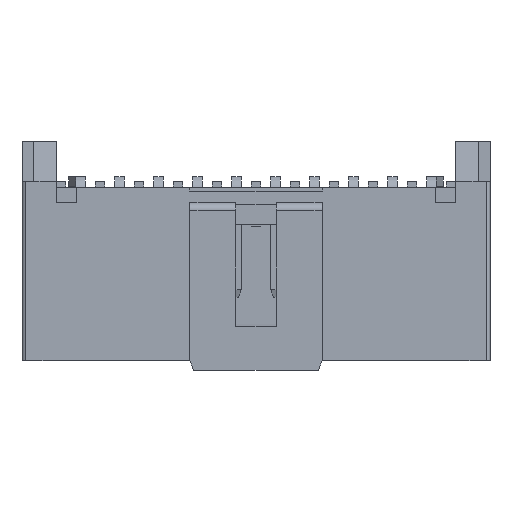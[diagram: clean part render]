
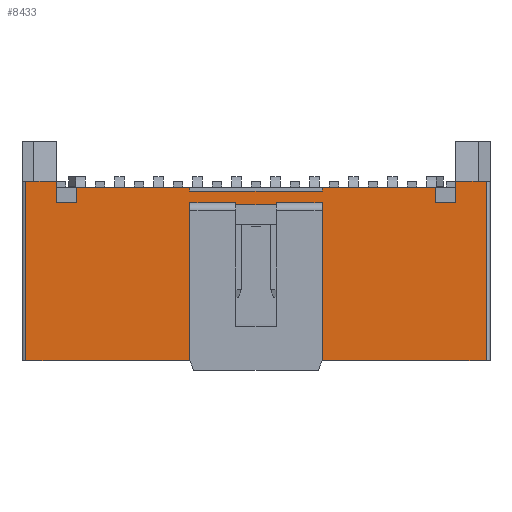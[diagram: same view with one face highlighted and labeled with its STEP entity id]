
A CAD part, top view. The second image highlights one B-rep face of the part: STEP entity #8433.
In plain terms, the highlighted planar face has unit normal (0, 0, 1).
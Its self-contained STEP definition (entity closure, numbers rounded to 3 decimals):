
#331=FACE_OUTER_BOUND('',#805,.T.);
#805=EDGE_LOOP('',(#5718,#5719,#5720,#5721,#5722,#5723,#5724,#5725,#5726,
#5727,#5728,#5729,#5730,#5731,#5732,#5733,#5734,#5735,#5736,#5737,#5738,
#5739,#5740,#5741));
#1443=LINE('',#11871,#2554);
#1451=LINE('',#11898,#2562);
#1473=LINE('',#11942,#2584);
#1476=LINE('',#11950,#2587);
#1477=LINE('',#11952,#2588);
#1478=LINE('',#11954,#2589);
#1479=LINE('',#11956,#2590);
#1480=LINE('',#11958,#2591);
#1481=LINE('',#11960,#2592);
#1482=LINE('',#11961,#2593);
#1483=LINE('',#11963,#2594);
#1484=LINE('',#11965,#2595);
#1485=LINE('',#11967,#2596);
#1486=LINE('',#11969,#2597);
#1487=LINE('',#11971,#2598);
#1488=LINE('',#11973,#2599);
#1489=LINE('',#11975,#2600);
#1490=LINE('',#11977,#2601);
#1491=LINE('',#11979,#2602);
#1492=LINE('',#11981,#2603);
#1493=LINE('',#11983,#2604);
#1494=LINE('',#11985,#2605);
#1495=LINE('',#11987,#2606);
#1496=LINE('',#11988,#2607);
#2554=VECTOR('',#9588,8.41);
#2562=VECTOR('',#9610,8.41);
#2584=VECTOR('',#9642,8.1);
#2587=VECTOR('',#9649,9.2);
#2588=VECTOR('',#9650,2.34);
#2589=VECTOR('',#9651,0.1);
#2590=VECTOR('',#9652,2.1);
#2591=VECTOR('',#9653,0.1);
#2592=VECTOR('',#9654,2.34);
#2593=VECTOR('',#9655,8.1);
#2594=VECTOR('',#9656,9.2);
#2595=VECTOR('',#9657,1.55);
#2596=VECTOR('',#9658,1.1);
#2597=VECTOR('',#9659,1.05);
#2598=VECTOR('',#9660,0.8);
#2599=VECTOR('',#9661,5.81);
#2600=VECTOR('',#9662,0.2);
#2601=VECTOR('',#9663,6.78);
#2602=VECTOR('',#9664,0.2);
#2603=VECTOR('',#9665,5.81);
#2604=VECTOR('',#9666,0.8);
#2605=VECTOR('',#9667,1.05);
#2606=VECTOR('',#9668,1.1);
#2607=VECTOR('',#9669,1.55);
#3663=VERTEX_POINT('',#11868);
#3664=VERTEX_POINT('',#11870);
#3675=VERTEX_POINT('',#11895);
#3676=VERTEX_POINT('',#11897);
#3693=VERTEX_POINT('',#11941);
#3696=VERTEX_POINT('',#11949);
#3697=VERTEX_POINT('',#11951);
#3698=VERTEX_POINT('',#11953);
#3699=VERTEX_POINT('',#11955);
#3700=VERTEX_POINT('',#11957);
#3701=VERTEX_POINT('',#11959);
#3702=VERTEX_POINT('',#11962);
#3703=VERTEX_POINT('',#11964);
#3704=VERTEX_POINT('',#11966);
#3705=VERTEX_POINT('',#11968);
#3706=VERTEX_POINT('',#11970);
#3707=VERTEX_POINT('',#11972);
#3708=VERTEX_POINT('',#11974);
#3709=VERTEX_POINT('',#11976);
#3710=VERTEX_POINT('',#11978);
#3711=VERTEX_POINT('',#11980);
#3712=VERTEX_POINT('',#11982);
#3713=VERTEX_POINT('',#11984);
#3714=VERTEX_POINT('',#11986);
#4441=EDGE_CURVE('',#3664,#3663,#1443,.T.);
#4455=EDGE_CURVE('',#3676,#3675,#1451,.T.);
#4477=EDGE_CURVE('',#3663,#3693,#1473,.T.);
#4481=EDGE_CURVE('',#3664,#3696,#1476,.T.);
#4482=EDGE_CURVE('',#3693,#3697,#1477,.T.);
#4483=EDGE_CURVE('',#3697,#3698,#1478,.T.);
#4484=EDGE_CURVE('',#3699,#3698,#1479,.T.);
#4485=EDGE_CURVE('',#3700,#3699,#1480,.T.);
#4486=EDGE_CURVE('',#3700,#3701,#1481,.T.);
#4487=EDGE_CURVE('',#3676,#3701,#1482,.T.);
#4488=EDGE_CURVE('',#3702,#3675,#1483,.T.);
#4489=EDGE_CURVE('',#3703,#3702,#1484,.T.);
#4490=EDGE_CURVE('',#3703,#3704,#1485,.T.);
#4491=EDGE_CURVE('',#3704,#3705,#1486,.T.);
#4492=EDGE_CURVE('',#3706,#3705,#1487,.T.);
#4493=EDGE_CURVE('',#3707,#3706,#1488,.T.);
#4494=EDGE_CURVE('',#3708,#3707,#1489,.T.);
#4495=EDGE_CURVE('',#3709,#3708,#1490,.T.);
#4496=EDGE_CURVE('',#3709,#3710,#1491,.T.);
#4497=EDGE_CURVE('',#3711,#3710,#1492,.T.);
#4498=EDGE_CURVE('',#3711,#3712,#1493,.T.);
#4499=EDGE_CURVE('',#3712,#3713,#1494,.T.);
#4500=EDGE_CURVE('',#3714,#3713,#1495,.T.);
#4501=EDGE_CURVE('',#3696,#3714,#1496,.T.);
#5718=ORIENTED_EDGE('',*,*,#4481,.F.);
#5719=ORIENTED_EDGE('',*,*,#4441,.T.);
#5720=ORIENTED_EDGE('',*,*,#4477,.T.);
#5721=ORIENTED_EDGE('',*,*,#4482,.T.);
#5722=ORIENTED_EDGE('',*,*,#4483,.T.);
#5723=ORIENTED_EDGE('',*,*,#4484,.F.);
#5724=ORIENTED_EDGE('',*,*,#4485,.F.);
#5725=ORIENTED_EDGE('',*,*,#4486,.T.);
#5726=ORIENTED_EDGE('',*,*,#4487,.F.);
#5727=ORIENTED_EDGE('',*,*,#4455,.T.);
#5728=ORIENTED_EDGE('',*,*,#4488,.F.);
#5729=ORIENTED_EDGE('',*,*,#4489,.F.);
#5730=ORIENTED_EDGE('',*,*,#4490,.T.);
#5731=ORIENTED_EDGE('',*,*,#4491,.T.);
#5732=ORIENTED_EDGE('',*,*,#4492,.F.);
#5733=ORIENTED_EDGE('',*,*,#4493,.F.);
#5734=ORIENTED_EDGE('',*,*,#4494,.F.);
#5735=ORIENTED_EDGE('',*,*,#4495,.F.);
#5736=ORIENTED_EDGE('',*,*,#4496,.T.);
#5737=ORIENTED_EDGE('',*,*,#4497,.F.);
#5738=ORIENTED_EDGE('',*,*,#4498,.T.);
#5739=ORIENTED_EDGE('',*,*,#4499,.T.);
#5740=ORIENTED_EDGE('',*,*,#4500,.F.);
#5741=ORIENTED_EDGE('',*,*,#4501,.F.);
#8007=PLANE('',#8940);
#8433=ADVANCED_FACE('',(#331),#8007,.T.);
#8940=AXIS2_PLACEMENT_3D('',#11948,#9647,#9648);
#9588=DIRECTION('',(1.,0.,0.));
#9610=DIRECTION('',(1.,0.,0.));
#9642=DIRECTION('',(0.,1.,0.));
#9647=DIRECTION('center_axis',(0.,0.,1.));
#9648=DIRECTION('ref_axis',(0.,-1.,0.));
#9649=DIRECTION('',(0.,1.,0.));
#9650=DIRECTION('',(1.,0.,0.));
#9651=DIRECTION('',(0.,-1.,0.));
#9652=DIRECTION('',(-1.,0.,0.));
#9653=DIRECTION('',(0.,-1.,0.));
#9654=DIRECTION('',(1.,0.,0.));
#9655=DIRECTION('',(0.,1.,0.));
#9656=DIRECTION('',(0.,-1.,0.));
#9657=DIRECTION('',(1.,0.,0.));
#9658=DIRECTION('',(0.,-1.,0.));
#9659=DIRECTION('',(-1.,0.,0.));
#9660=DIRECTION('',(0.,-1.,0.));
#9661=DIRECTION('',(1.,0.,0.));
#9662=DIRECTION('',(0.,1.,0.));
#9663=DIRECTION('',(1.,0.,0.));
#9664=DIRECTION('',(0.,1.,0.));
#9665=DIRECTION('',(1.,0.,0.));
#9666=DIRECTION('',(0.,-1.,0.));
#9667=DIRECTION('',(-1.,0.,0.));
#9668=DIRECTION('',(0.,-1.,0.));
#9669=DIRECTION('',(1.,0.,0.));
#11868=CARTESIAN_POINT('',(-3.39,-9.2,5.8));
#11870=CARTESIAN_POINT('',(-11.8,-9.2,5.8));
#11871=CARTESIAN_POINT('',(-11.8,-9.2,5.8));
#11895=CARTESIAN_POINT('',(11.8,-9.2,5.8));
#11897=CARTESIAN_POINT('',(3.39,-9.2,5.8));
#11898=CARTESIAN_POINT('',(3.39,-9.2,5.8));
#11941=CARTESIAN_POINT('',(-3.39,-1.1,5.8));
#11942=CARTESIAN_POINT('',(-3.39,-9.2,5.8));
#11948=CARTESIAN_POINT('Origin',(-12.,0.,5.8));
#11949=CARTESIAN_POINT('',(-11.8,0.,5.8));
#11950=CARTESIAN_POINT('',(-11.8,-9.2,5.8));
#11951=CARTESIAN_POINT('',(-1.05,-1.1,5.8));
#11952=CARTESIAN_POINT('',(-3.39,-1.1,5.8));
#11953=CARTESIAN_POINT('',(-1.05,-1.2,5.8));
#11954=CARTESIAN_POINT('',(-1.05,-1.1,5.8));
#11955=CARTESIAN_POINT('',(1.05,-1.2,5.8));
#11956=CARTESIAN_POINT('',(1.05,-1.2,5.8));
#11957=CARTESIAN_POINT('',(1.05,-1.1,5.8));
#11958=CARTESIAN_POINT('',(1.05,-1.1,5.8));
#11959=CARTESIAN_POINT('',(3.39,-1.1,5.8));
#11960=CARTESIAN_POINT('',(1.05,-1.1,5.8));
#11961=CARTESIAN_POINT('',(3.39,-9.2,5.8));
#11962=CARTESIAN_POINT('',(11.8,0.,5.8));
#11963=CARTESIAN_POINT('',(11.8,0.,5.8));
#11964=CARTESIAN_POINT('',(10.25,0.,5.8));
#11965=CARTESIAN_POINT('',(10.25,0.,5.8));
#11966=CARTESIAN_POINT('',(10.25,-1.1,5.8));
#11967=CARTESIAN_POINT('',(10.25,0.,5.8));
#11968=CARTESIAN_POINT('',(9.2,-1.1,5.8));
#11969=CARTESIAN_POINT('',(10.25,-1.1,5.8));
#11970=CARTESIAN_POINT('',(9.2,-0.3,5.8));
#11971=CARTESIAN_POINT('',(9.2,-0.3,5.8));
#11972=CARTESIAN_POINT('',(3.39,-0.3,5.8));
#11973=CARTESIAN_POINT('',(3.39,-0.3,5.8));
#11974=CARTESIAN_POINT('',(3.39,-0.5,5.8));
#11975=CARTESIAN_POINT('',(3.39,-0.5,5.8));
#11976=CARTESIAN_POINT('',(-3.39,-0.5,5.8));
#11977=CARTESIAN_POINT('',(-3.39,-0.5,5.8));
#11978=CARTESIAN_POINT('',(-3.39,-0.3,5.8));
#11979=CARTESIAN_POINT('',(-3.39,-0.5,5.8));
#11980=CARTESIAN_POINT('',(-9.2,-0.3,5.8));
#11981=CARTESIAN_POINT('',(-9.2,-0.3,5.8));
#11982=CARTESIAN_POINT('',(-9.2,-1.1,5.8));
#11983=CARTESIAN_POINT('',(-9.2,-0.3,5.8));
#11984=CARTESIAN_POINT('',(-10.25,-1.1,5.8));
#11985=CARTESIAN_POINT('',(-9.2,-1.1,5.8));
#11986=CARTESIAN_POINT('',(-10.25,0.,5.8));
#11987=CARTESIAN_POINT('',(-10.25,0.,5.8));
#11988=CARTESIAN_POINT('',(-11.8,0.,5.8));
